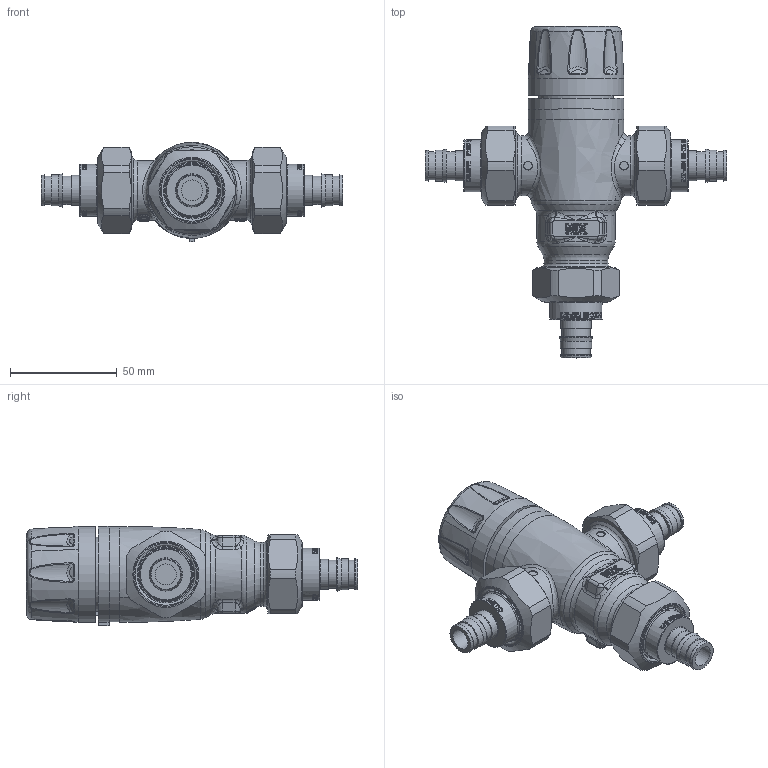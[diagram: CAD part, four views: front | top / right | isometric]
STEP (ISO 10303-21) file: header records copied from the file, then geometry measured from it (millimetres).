
FILE_DESCRIPTION(/* description */ (''),/* implementation_level */ '2;1');
FILE_NAME(/* name */ '521408A_Simplify_1.stp',/* time_stamp */ '2025-07-31T08:47:36-05:00',/* author */ ('ischreiner'),/* organization */ (''),/* preprocessor_version */ 'ST-DEVELOPER v20',/* originating_system */ 'Autodesk Inventor 2025',/* authorisation */ '');
FILE_SCHEMA (('AUTOMOTIVE_DESIGN { 1 0 10303 214 3 1 1 }'));
Length unit declared in the file: inch
Products named in the file (1): 521408A_Simplify_1
Bounding box: 141.22 x 155.66 x 46.5 mm (x, y, z)
Volume: 225011.7 mm3; surface area: 51319.7 mm2
Topology: 7 solids, 7 shells, 2683 faces, 6817 edges, 4204 vertices
Faces by surface type: bspline 1120, plane 880, cylinder 498, sphere 68, cone 60, torus 57
Full cylindrical faces by diameter (mm): 2 x1, 4 x2, 8 x1, 9 x1, 9.906 x3, 13.284 x6, 14.097 x3, 14.605 x3, 19.939 x3, 24.384 x3, 25.908 x3, 26.924 x3, 28 x2, 29.972 x3, 30 x1, 30.302 x3, 31 x1, 33.1 x3, 45 x2
Entity records: 135784 total; most frequent: CARTESIAN_POINT 74506, ORIENTED_EDGE 13424, DIRECTION 10046, EDGE_CURVE 6712, VERTEX_POINT 4204, AXIS2_PLACEMENT_3D 3647, EDGE_LOOP 2856, LINE 2752
